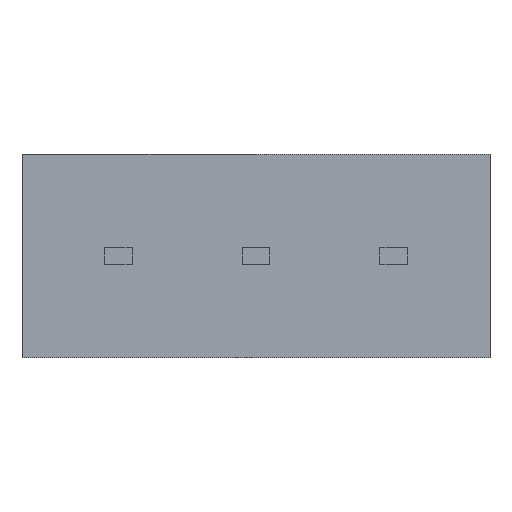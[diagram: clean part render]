
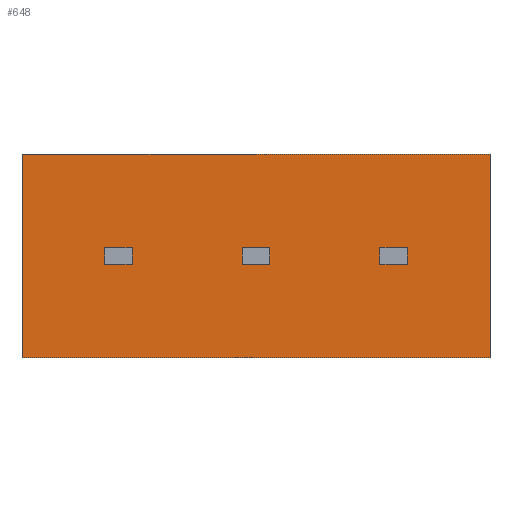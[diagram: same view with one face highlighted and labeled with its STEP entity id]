
A CAD part, front view. The second image highlights one B-rep face of the part: STEP entity #648.
In plain terms, the highlighted planar face has unit normal (0, -1, 0).
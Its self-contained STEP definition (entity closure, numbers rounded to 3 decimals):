
#14=FACE_BOUND($,#86,.T.);
#15=FACE_BOUND($,#87,.T.);
#16=FACE_BOUND($,#88,.T.);
#17=FACE_BOUND($,#89,.T.);
#86=EDGE_LOOP($,(#520,#521,#522,#523));
#87=EDGE_LOOP($,(#524,#525,#526,#527));
#88=EDGE_LOOP($,(#528,#529,#530,#531));
#89=EDGE_LOOP($,(#532,#533,#534,#535));
#124=LINE($,#910,#204);
#128=LINE($,#918,#208);
#131=LINE($,#924,#211);
#134=LINE($,#929,#214);
#136=LINE($,#935,#216);
#140=LINE($,#943,#220);
#143=LINE($,#949,#223);
#146=LINE($,#954,#226);
#148=LINE($,#960,#228);
#152=LINE($,#968,#232);
#155=LINE($,#974,#235);
#158=LINE($,#979,#238);
#160=LINE($,#985,#240);
#164=LINE($,#993,#244);
#167=LINE($,#999,#247);
#170=LINE($,#1004,#250);
#204=VECTOR($,#752,0.3);
#208=VECTOR($,#758,0.5);
#211=VECTOR($,#763,0.3);
#214=VECTOR($,#768,0.5);
#216=VECTOR($,#774,0.3);
#220=VECTOR($,#780,0.5);
#223=VECTOR($,#785,0.3);
#226=VECTOR($,#790,0.5);
#228=VECTOR($,#796,0.3);
#232=VECTOR($,#802,0.5);
#235=VECTOR($,#807,0.3);
#238=VECTOR($,#812,0.5);
#240=VECTOR($,#818,3.7);
#244=VECTOR($,#824,8.5);
#247=VECTOR($,#829,3.7);
#250=VECTOR($,#834,8.5);
#272=VERTEX_POINT($,#908);
#273=VERTEX_POINT($,#909);
#276=VERTEX_POINT($,#917);
#278=VERTEX_POINT($,#923);
#280=VERTEX_POINT($,#933);
#281=VERTEX_POINT($,#934);
#284=VERTEX_POINT($,#942);
#286=VERTEX_POINT($,#948);
#288=VERTEX_POINT($,#958);
#289=VERTEX_POINT($,#959);
#292=VERTEX_POINT($,#967);
#294=VERTEX_POINT($,#973);
#296=VERTEX_POINT($,#983);
#297=VERTEX_POINT($,#984);
#300=VERTEX_POINT($,#992);
#302=VERTEX_POINT($,#998);
#336=EDGE_CURVE($,#272,#273,#124,.T.);
#340=EDGE_CURVE($,#273,#276,#128,.T.);
#343=EDGE_CURVE($,#276,#278,#131,.T.);
#346=EDGE_CURVE($,#278,#272,#134,.T.);
#348=EDGE_CURVE($,#280,#281,#136,.T.);
#352=EDGE_CURVE($,#281,#284,#140,.T.);
#355=EDGE_CURVE($,#284,#286,#143,.T.);
#358=EDGE_CURVE($,#286,#280,#146,.T.);
#360=EDGE_CURVE($,#288,#289,#148,.T.);
#364=EDGE_CURVE($,#289,#292,#152,.T.);
#367=EDGE_CURVE($,#292,#294,#155,.T.);
#370=EDGE_CURVE($,#294,#288,#158,.T.);
#372=EDGE_CURVE($,#296,#297,#160,.T.);
#376=EDGE_CURVE($,#297,#300,#164,.T.);
#379=EDGE_CURVE($,#300,#302,#167,.T.);
#382=EDGE_CURVE($,#302,#296,#170,.T.);
#520=ORIENTED_EDGE($,*,*,#336,.T.);
#521=ORIENTED_EDGE($,*,*,#340,.T.);
#522=ORIENTED_EDGE($,*,*,#343,.T.);
#523=ORIENTED_EDGE($,*,*,#346,.T.);
#524=ORIENTED_EDGE($,*,*,#348,.T.);
#525=ORIENTED_EDGE($,*,*,#352,.T.);
#526=ORIENTED_EDGE($,*,*,#355,.T.);
#527=ORIENTED_EDGE($,*,*,#358,.T.);
#528=ORIENTED_EDGE($,*,*,#360,.T.);
#529=ORIENTED_EDGE($,*,*,#364,.T.);
#530=ORIENTED_EDGE($,*,*,#367,.T.);
#531=ORIENTED_EDGE($,*,*,#370,.T.);
#532=ORIENTED_EDGE($,*,*,#382,.T.);
#533=ORIENTED_EDGE($,*,*,#372,.T.);
#534=ORIENTED_EDGE($,*,*,#376,.T.);
#535=ORIENTED_EDGE($,*,*,#379,.T.);
#577=PLANE($,#686);
#648=ADVANCED_FACE($,(#14,#15,#16,#17),#577,.F.);
#686=AXIS2_PLACEMENT_3D($,#1006,#836,#837);
#752=DIRECTION($,(0.,0.,-1.));
#758=DIRECTION($,(-1.,0.,0.));
#763=DIRECTION($,(0.,0.,1.));
#768=DIRECTION($,(1.,0.,0.));
#774=DIRECTION($,(0.,0.,-1.));
#780=DIRECTION($,(-1.,0.,0.));
#785=DIRECTION($,(0.,0.,1.));
#790=DIRECTION($,(1.,0.,0.));
#796=DIRECTION($,(0.,0.,-1.));
#802=DIRECTION($,(-1.,0.,0.));
#807=DIRECTION($,(0.,0.,1.));
#812=DIRECTION($,(1.,0.,0.));
#818=DIRECTION($,(0.,0.,1.));
#824=DIRECTION($,(-1.,0.,0.));
#829=DIRECTION($,(0.,0.,-1.));
#834=DIRECTION($,(1.,0.,0.));
#836=DIRECTION('center_axis',(0.,1.,0.));
#837=DIRECTION('ref_axis',(0.,0.,1.));
#908=CARTESIAN_POINT('',(0.25,0.,0.15));
#909=CARTESIAN_POINT('',(0.25,0.,-0.15));
#910=CARTESIAN_POINT($,(0.25,0.,-0.075));
#917=CARTESIAN_POINT('',(-0.25,0.,-0.15));
#918=CARTESIAN_POINT($,(-0.125,0.,-0.15));
#923=CARTESIAN_POINT('',(-0.25,0.,0.15));
#924=CARTESIAN_POINT($,(-0.25,0.,0.075));
#929=CARTESIAN_POINT($,(0.125,0.,0.15));
#933=CARTESIAN_POINT('',(-2.25,0.,0.15));
#934=CARTESIAN_POINT('',(-2.25,0.,-0.15));
#935=CARTESIAN_POINT($,(-2.25,0.,-0.075));
#942=CARTESIAN_POINT('',(-2.75,0.,-0.15));
#943=CARTESIAN_POINT($,(-1.375,0.,-0.15));
#948=CARTESIAN_POINT('',(-2.75,0.,0.15));
#949=CARTESIAN_POINT($,(-2.75,0.,0.075));
#954=CARTESIAN_POINT($,(-1.125,0.,0.15));
#958=CARTESIAN_POINT('',(2.75,0.,0.15));
#959=CARTESIAN_POINT('',(2.75,0.,-0.15));
#960=CARTESIAN_POINT($,(2.75,0.,-0.075));
#967=CARTESIAN_POINT('',(2.25,0.,-0.15));
#968=CARTESIAN_POINT($,(1.125,0.,-0.15));
#973=CARTESIAN_POINT('',(2.25,0.,0.15));
#974=CARTESIAN_POINT($,(2.25,0.,0.075));
#979=CARTESIAN_POINT($,(1.375,0.,0.15));
#983=CARTESIAN_POINT('',(4.25,0.,-1.85));
#984=CARTESIAN_POINT('',(4.25,0.,1.85));
#985=CARTESIAN_POINT($,(4.25,0.,-1.85));
#992=CARTESIAN_POINT('',(-4.25,0.,1.85));
#993=CARTESIAN_POINT($,(4.25,0.,1.85));
#998=CARTESIAN_POINT('',(-4.25,0.,-1.85));
#999=CARTESIAN_POINT($,(-4.25,0.,1.85));
#1004=CARTESIAN_POINT($,(-4.25,0.,-1.85));
#1006=CARTESIAN_POINT('Origin',(0.,0.,0.));
